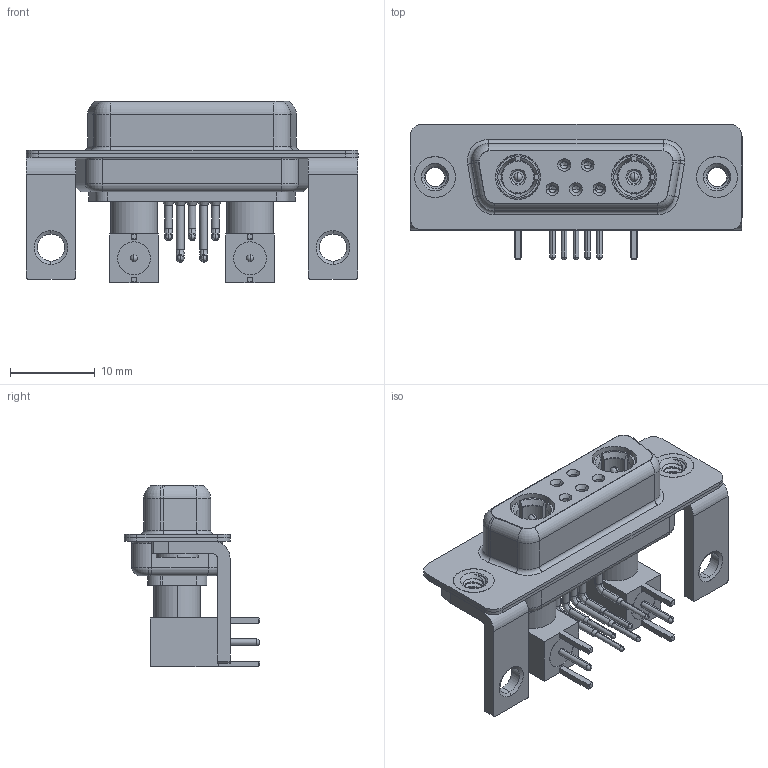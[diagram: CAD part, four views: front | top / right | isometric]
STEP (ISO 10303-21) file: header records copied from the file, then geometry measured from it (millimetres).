
FILE_DESCRIPTION (( 'STEP AP203' ), '1' );
FILE_NAME ('630-7W2-640-7T4.STEP', '2022-05-31T05:51:31', ( '' ), ( '' ), 'SwSTEP 2.0', 'SolidWorks 2020', '' );
FILE_SCHEMA (( 'CONFIG_CONTROL_DESIGN' ));
Length unit declared in the file: millimetre
Products named in the file (16): RA Back Shell; 630-7W2-640-7T4; Pin_RA; 630Combo Stabilizer Bracket; Co-Ax Plug_RA PC Tail; Locking Collar; Co-Ax Plug Assy_RA; 630Combo Contact Row 2; 630Combo Threaded Rivet_3; 630Combo Shell Rear_15 Contacts; 630Combo Housing_7W2; 630Combo Shell Front_15 Contacts; 630Combo Contact Row 1; Insulator Pin_Straight PC Tail; Insulator RA Pin
Assembly tree (26 placements, depth 3):
  630-7W2-640-7T4
    630Combo Housing_7W2
    630Combo Shell Front_15 Contacts
    630Combo Shell Rear_15 Contacts
    630Combo Threaded Rivet_3  x2
    630Combo Stabilizer Bracket  x2
    Co-Ax Plug Assy_RA
      Co-Ax Plug_RA PC Tail
      Insulator Pin_Straight PC Tail
      Pin_RA
      Locking Collar
      RA Back Shell
      Insulator RA Pin
    Co-Ax Plug Assy_RA
      Co-Ax Plug_RA PC Tail
      Insulator Pin_Straight PC Tail
      Pin_RA
      Locking Collar
      RA Back Shell
      Insulator RA Pin
    630Combo Contact Row 1  x2
    630Combo Contact Row 2  x3
Bounding box: 39.2 x 16 x 21.41 mm (x, y, z)
Volume: 3240.8 mm3; surface area: 7912.3 mm2
Topology: 24 solids, 24 shells, 920 faces, 2268 edges, 1424 vertices
Faces by surface type: cylinder 400, plane 296, cone 119, torus 69, bspline 28, sphere 8
Entity records: 20985 total; most frequent: CARTESIAN_POINT 4909, DIRECTION 3182, ORIENTED_EDGE 2808, EDGE_CURVE 1404, AXIS2_PLACEMENT_3D 1288, VERTEX_POINT 891, CIRCLE 685, EDGE_LOOP 669
